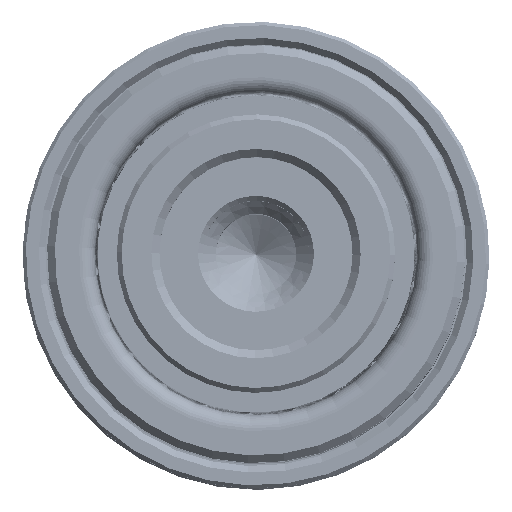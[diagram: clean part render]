
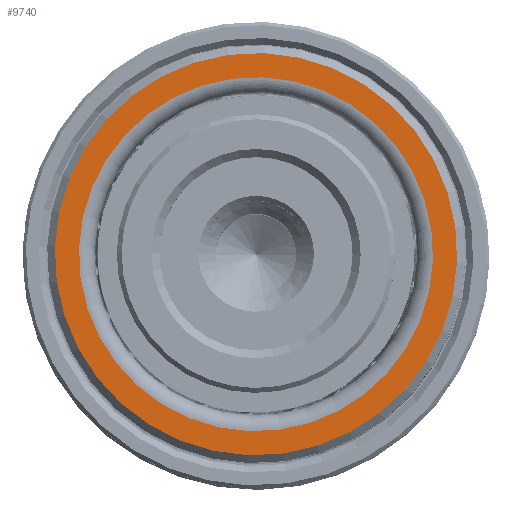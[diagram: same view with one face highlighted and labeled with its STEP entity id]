
A CAD part, top view. The second image highlights one B-rep face of the part: STEP entity #9740.
In plain terms, the highlighted planar face has unit normal (0, 0, 1).
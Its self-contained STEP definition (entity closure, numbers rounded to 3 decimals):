
#224 = FACE_BOUND ( 'NONE', #1971, .T. ) ;
#625 = VERTEX_POINT ( 'NONE', #20763 ) ;
#798 = AXIS2_PLACEMENT_3D ( 'NONE', #25574, #8064, #28506 ) ;
#813 = CIRCLE ( 'NONE', #34466, 11. ) ;
#1160 = CIRCLE ( 'NONE', #798, 12.5 ) ;
#1971 = EDGE_LOOP ( 'NONE', ( #5192, #21318 ) ) ;
#2362 = EDGE_CURVE ( 'NONE', #15634, #35593, #28280, .T. ) ;
#2815 = CIRCLE ( 'NONE', #28497, 11. ) ;
#3600 = CARTESIAN_POINT ( 'NONE',  ( 0., 0., 40. ) ) ;
#3637 = EDGE_CURVE ( 'NONE', #625, #37084, #813, .T. ) ;
#5192 = ORIENTED_EDGE ( 'NONE', *, *, #27536, .T. ) ;
#6523 = DIRECTION ( 'NONE',  ( 1., 0., 0. ) ) ;
#8064 = DIRECTION ( 'NONE',  ( 0., 0., 1. ) ) ;
#9336 = EDGE_LOOP ( 'NONE', ( #36378, #10784 ) ) ;
#9678 = EDGE_CURVE ( 'NONE', #35593, #15634, #1160, .T. ) ;
#9740 = ADVANCED_FACE ( 'NONE', ( #224, #23557 ), #11331, .T. ) ;
#10591 = AXIS2_PLACEMENT_3D ( 'NONE', #25816, #31804, #14282 ) ;
#10784 = ORIENTED_EDGE ( 'NONE', *, *, #9678, .T. ) ;
#11331 = PLANE ( 'NONE',  #10591 ) ;
#12357 = CARTESIAN_POINT ( 'NONE',  ( 0., 0., 40. ) ) ;
#14282 = DIRECTION ( 'NONE',  ( 1., 0., 0. ) ) ;
#14578 = CARTESIAN_POINT ( 'NONE',  ( 11., 0., 40. ) ) ;
#15312 = DIRECTION ( 'NONE',  ( 1., 0., 0. ) ) ;
#15634 = VERTEX_POINT ( 'NONE', #19511 ) ;
#16893 = DIRECTION ( 'NONE',  ( 0., 0., -1. ) ) ;
#19511 = CARTESIAN_POINT ( 'NONE',  ( -12.5, 0., 40. ) ) ;
#20763 = CARTESIAN_POINT ( 'NONE',  ( -11., 0., 40. ) ) ;
#21318 = ORIENTED_EDGE ( 'NONE', *, *, #3637, .T. ) ;
#23557 = FACE_OUTER_BOUND ( 'NONE', #9336, .T. ) ;
#24062 = DIRECTION ( 'NONE',  ( 0., 0., 1. ) ) ;
#25574 = CARTESIAN_POINT ( 'NONE',  ( 0., 0., 40. ) ) ;
#25816 = CARTESIAN_POINT ( 'NONE',  ( 0., 0., 40. ) ) ;
#26596 = CARTESIAN_POINT ( 'NONE',  ( 12.5, 0., 40. ) ) ;
#27536 = EDGE_CURVE ( 'NONE', #37084, #625, #2815, .T. ) ;
#28280 = CIRCLE ( 'NONE', #31995, 12.5 ) ;
#28497 = AXIS2_PLACEMENT_3D ( 'NONE', #34406, #16893, #37323 ) ;
#28506 = DIRECTION ( 'NONE',  ( 1., 0., 0. ) ) ;
#31804 = DIRECTION ( 'NONE',  ( 0., 0., 1. ) ) ;
#31995 = AXIS2_PLACEMENT_3D ( 'NONE', #3600, #24062, #6523 ) ;
#32814 = DIRECTION ( 'NONE',  ( 0., 0., -1. ) ) ;
#34406 = CARTESIAN_POINT ( 'NONE',  ( 0., 0., 40. ) ) ;
#34466 = AXIS2_PLACEMENT_3D ( 'NONE', #12357, #32814, #15312 ) ;
#35593 = VERTEX_POINT ( 'NONE', #26596 ) ;
#36378 = ORIENTED_EDGE ( 'NONE', *, *, #2362, .T. ) ;
#37084 = VERTEX_POINT ( 'NONE', #14578 ) ;
#37323 = DIRECTION ( 'NONE',  ( 1., 0., 0. ) ) ;
